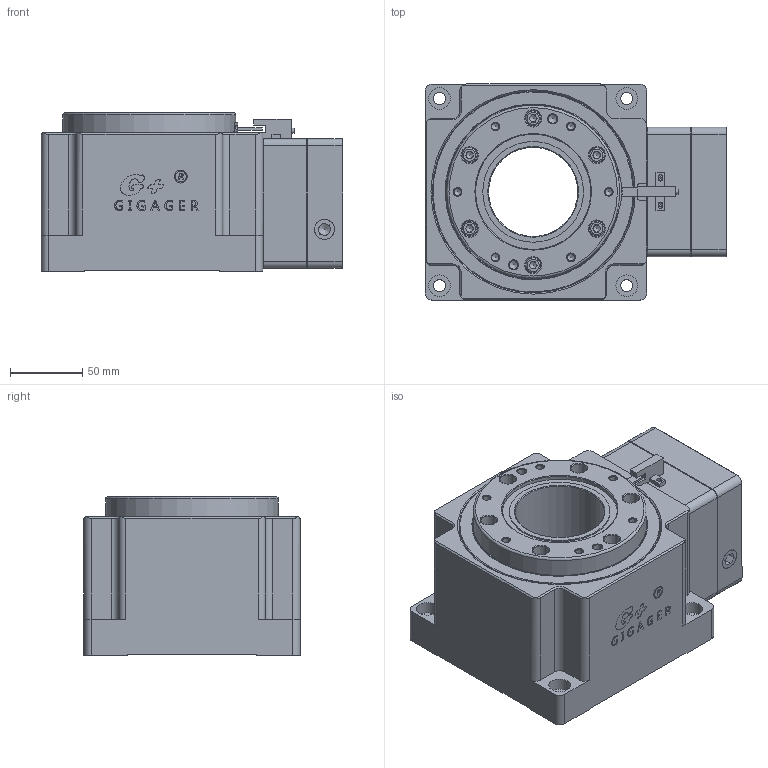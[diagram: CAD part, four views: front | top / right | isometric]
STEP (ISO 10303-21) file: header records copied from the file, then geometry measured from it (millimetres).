
FILE_DESCRIPTION (( 'STEP AP203' ), '1' );
FILE_NAME ('GSR150-10K-SV2.step', '2021-06-01T02:37:05', ( 'Microsoft' ), ( 'Microsoft' ), 'SwSTEP 2.0', 'SolidWorks 2019', '' );
FILE_SCHEMA (( 'CONFIG_CONTROL_DESIGN' ));
Length unit declared in the file: millimetre
Products named in the file (1): GSR150-10K-SV2
Bounding box: 209.5 x 150 x 110 mm (x, y, z)
Volume: 1748446.6 mm3; surface area: 333847.2 mm2
Topology: 29 solids, 29 shells, 1242 faces, 2978 edges, 1867 vertices
Faces by surface type: plane 632, cylinder 265, cone 210, bspline 99, torus 36
Full cylindrical faces by diameter (mm): 1.5 x1, 2.05 x2, 2.5 x2, 3.5 x1, 5 x31, 6 x27, 6.4 x14, 6.5 x6, 6.8 x4, 7.5 x4, 7.503 x1, 8 x2, 8.4 x4, 9 x1, 10 x19, 11 x10, 12 x4, 14 x2, 15 x4, 16 x2, 20.32 x1, 25.5 x1, 30 x1, 44.9 x1, 45 x2, 60 x1, 62 x1, 62.5 x1, 70 x3, 71 x2
Entity records: 36396 total; most frequent: CARTESIAN_POINT 9757, DIRECTION 5381, ORIENTED_EDGE 5002, EDGE_CURVE 2501, AXIS2_PLACEMENT_3D 1994, EDGE_LOOP 1755, VERTEX_POINT 1748, FACE_OUTER_BOUND 1436
